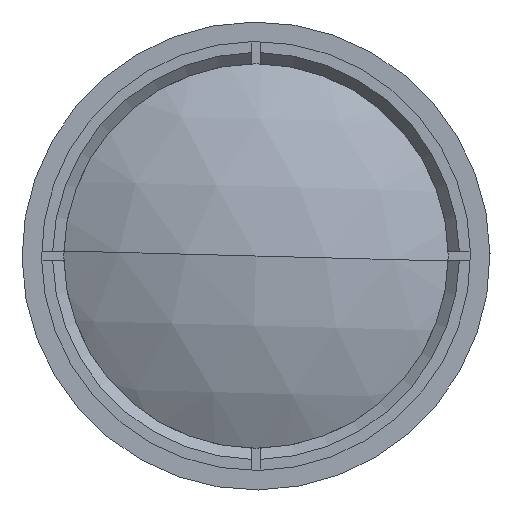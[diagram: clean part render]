
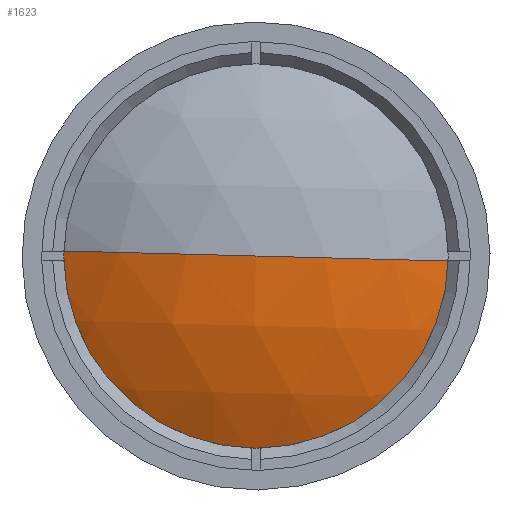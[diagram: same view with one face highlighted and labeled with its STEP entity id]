
A CAD part, left-side view. The second image highlights one B-rep face of the part: STEP entity #1623.
In plain terms, the highlighted spherical face has radius 71.952 mm.
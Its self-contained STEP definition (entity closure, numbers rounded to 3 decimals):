
#177 = AXIS2_PLACEMENT_3D ( 'NONE', #2117, #850, #2322 ) ;
#219 = DIRECTION ( 'NONE',  ( -1., 0., 0. ) ) ;
#261 = ORIENTED_EDGE ( 'NONE', *, *, #2043, .T. ) ;
#331 = EDGE_LOOP ( 'NONE', ( #261, #434, #1254 ) ) ;
#434 = ORIENTED_EDGE ( 'NONE', *, *, #808, .T. ) ;
#447 = CARTESIAN_POINT ( 'NONE',  ( -87.314, -35.988, -0.94 ) ) ;
#478 = FACE_OUTER_BOUND ( 'NONE', #331, .T. ) ;
#654 = DIRECTION ( 'NONE',  ( 0., 1., 0.026 ) ) ;
#729 = AXIS2_PLACEMENT_3D ( 'NONE', #2335, #1084, #654 ) ;
#808 = EDGE_CURVE ( 'NONE', #1658, #878, #1606, .T. ) ;
#850 = DIRECTION ( 'NONE',  ( 0., -0.026, 1. ) ) ;
#878 = VERTEX_POINT ( 'NONE', #2395 ) ;
#1042 = SPHERICAL_SURFACE ( 'NONE', #729, 71.952 ) ;
#1084 = DIRECTION ( 'NONE',  ( 0., 0.026, -1. ) ) ;
#1096 = DIRECTION ( 'NONE',  ( 0., 0.026, -1. ) ) ;
#1134 = CIRCLE ( 'NONE', #1808, 36. ) ;
#1252 = VERTEX_POINT ( 'NONE', #2694 ) ;
#1253 = CIRCLE ( 'NONE', #177, 71.952 ) ;
#1254 = ORIENTED_EDGE ( 'NONE', *, *, #1576, .F. ) ;
#1460 = CARTESIAN_POINT ( 'NONE',  ( -87.314, 0., 0. ) ) ;
#1576 = EDGE_CURVE ( 'NONE', #1252, #878, #1253, .T. ) ;
#1606 = CIRCLE ( 'NONE', #2424, 71.952 ) ;
#1623 = ADVANCED_FACE ( 'NONE', ( #478 ), #1042, .T. ) ;
#1658 = VERTEX_POINT ( 'NONE', #447 ) ;
#1661 = DIRECTION ( 'NONE',  ( 0., -0.026, 1. ) ) ;
#1808 = AXIS2_PLACEMENT_3D ( 'NONE', #1460, #219, #1661 ) ;
#2043 = EDGE_CURVE ( 'NONE', #1252, #1658, #1134, .T. ) ;
#2117 = CARTESIAN_POINT ( 'NONE',  ( -25.015, 0., 0. ) ) ;
#2322 = DIRECTION ( 'NONE',  ( 0., -1., -0.026 ) ) ;
#2335 = CARTESIAN_POINT ( 'NONE',  ( -25.015, 0., 0. ) ) ;
#2352 = CARTESIAN_POINT ( 'NONE',  ( -25.015, 0., 0. ) ) ;
#2395 = CARTESIAN_POINT ( 'NONE',  ( -96.967, 0., 0. ) ) ;
#2424 = AXIS2_PLACEMENT_3D ( 'NONE', #2352, #1096, #2553 ) ;
#2553 = DIRECTION ( 'NONE',  ( 0., 1., 0.026 ) ) ;
#2694 = CARTESIAN_POINT ( 'NONE',  ( -87.314, 35.988, 0.94 ) ) ;
